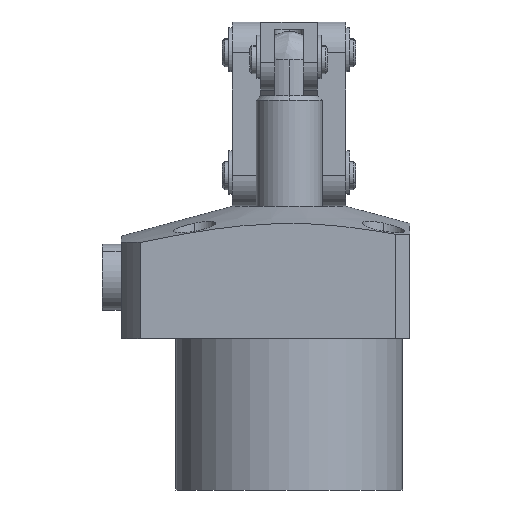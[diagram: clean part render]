
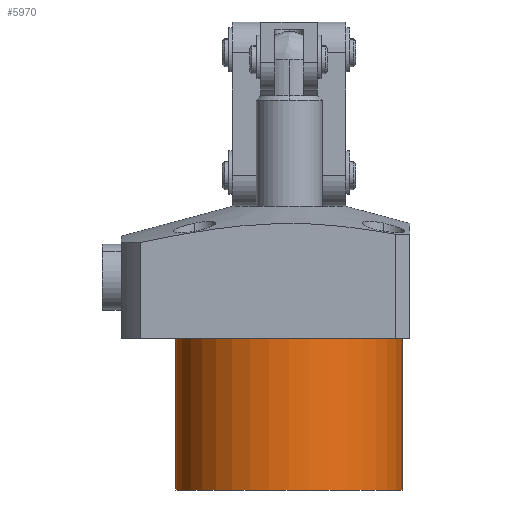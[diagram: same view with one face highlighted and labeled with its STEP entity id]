
A CAD part, front view. The second image highlights one B-rep face of the part: STEP entity #5970.
In plain terms, the highlighted cylindrical face has radius 24 mm (diameter 48 mm), a partial arc.
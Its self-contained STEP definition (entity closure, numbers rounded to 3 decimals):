
#105 = CYLINDRICAL_SURFACE ( 'NONE', #1011, 24. ) ;
#145 = CARTESIAN_POINT ( 'NONE',  ( 0., 32., 0. ) ) ;
#261 = VERTEX_POINT ( 'NONE', #3157 ) ;
#880 = ORIENTED_EDGE ( 'NONE', *, *, #2406, .F. ) ;
#1011 = AXIS2_PLACEMENT_3D ( 'NONE', #145, #7063, #6504 ) ;
#1323 = CARTESIAN_POINT ( 'NONE',  ( 24., 0., 0. ) ) ;
#1325 = EDGE_CURVE ( 'NONE', #2355, #261, #4842, .T. ) ;
#1558 = CARTESIAN_POINT ( 'NONE',  ( 0., 32., 0. ) ) ;
#1980 = LINE ( 'NONE', #6948, #6609 ) ;
#2126 = DIRECTION ( 'NONE',  ( 0., 0., -1. ) ) ;
#2278 = CARTESIAN_POINT ( 'NONE',  ( 0., 0., 0. ) ) ;
#2290 = LINE ( 'NONE', #4928, #5376 ) ;
#2355 = VERTEX_POINT ( 'NONE', #6024 ) ;
#2406 = EDGE_CURVE ( 'NONE', #2355, #6041, #2290, .T. ) ;
#2684 = ORIENTED_EDGE ( 'NONE', *, *, #1325, .T. ) ;
#2861 = DIRECTION ( 'NONE',  ( 1., 0., 0. ) ) ;
#2987 = CIRCLE ( 'NONE', #7337, 24. ) ;
#3063 = AXIS2_PLACEMENT_3D ( 'NONE', #1558, #5609, #2126 ) ;
#3157 = CARTESIAN_POINT ( 'NONE',  ( -24., 32., 0. ) ) ;
#3486 = VERTEX_POINT ( 'NONE', #5304 ) ;
#4696 = EDGE_CURVE ( 'NONE', #261, #3486, #1980, .T. ) ;
#4807 = EDGE_LOOP ( 'NONE', ( #2684, #7486, #6785, #880 ) ) ;
#4842 = CIRCLE ( 'NONE', #3063, 24. ) ;
#4888 = FACE_OUTER_BOUND ( 'NONE', #4807, .T. ) ;
#4928 = CARTESIAN_POINT ( 'NONE',  ( 24., 32., 0. ) ) ;
#5195 = DIRECTION ( 'NONE',  ( 0., -1., 0. ) ) ;
#5304 = CARTESIAN_POINT ( 'NONE',  ( -24., 0., 0. ) ) ;
#5376 = VECTOR ( 'NONE', #6096, 1000. ) ;
#5609 = DIRECTION ( 'NONE',  ( 0., -1., 0. ) ) ;
#5970 = ADVANCED_FACE ( 'NONE', ( #4888 ), #105, .T. ) ;
#6024 = CARTESIAN_POINT ( 'NONE',  ( 24., 32., 0. ) ) ;
#6041 = VERTEX_POINT ( 'NONE', #1323 ) ;
#6096 = DIRECTION ( 'NONE',  ( 0., -1., 0. ) ) ;
#6342 = DIRECTION ( 'NONE',  ( 0., -1., 0. ) ) ;
#6504 = DIRECTION ( 'NONE',  ( 1., 0., 0. ) ) ;
#6609 = VECTOR ( 'NONE', #5195, 1000. ) ;
#6785 = ORIENTED_EDGE ( 'NONE', *, *, #6882, .F. ) ;
#6882 = EDGE_CURVE ( 'NONE', #6041, #3486, #2987, .T. ) ;
#6948 = CARTESIAN_POINT ( 'NONE',  ( -24., 32., 0. ) ) ;
#7063 = DIRECTION ( 'NONE',  ( 0., -1., 0. ) ) ;
#7337 = AXIS2_PLACEMENT_3D ( 'NONE', #2278, #6342, #2861 ) ;
#7486 = ORIENTED_EDGE ( 'NONE', *, *, #4696, .T. ) ;
